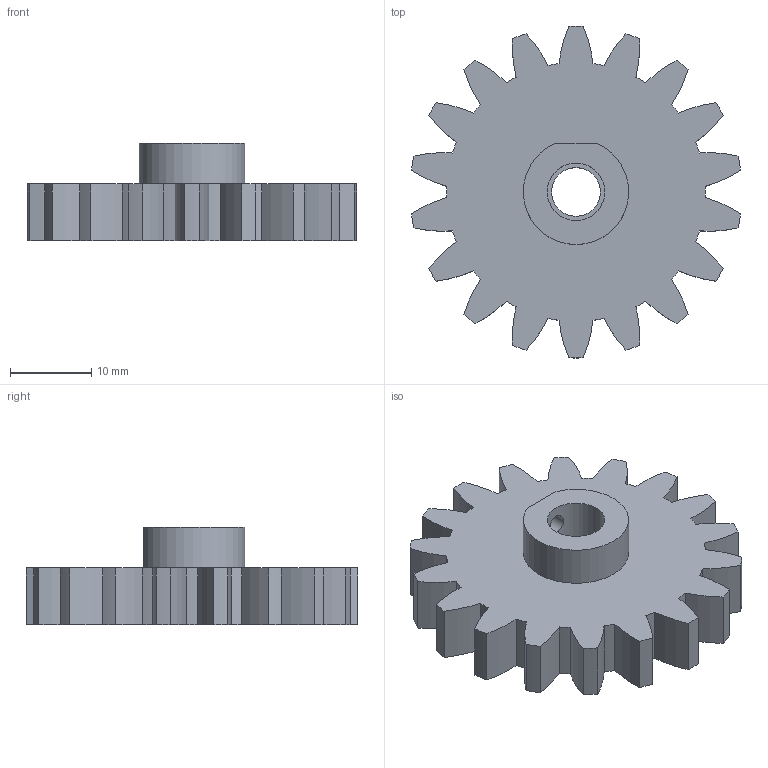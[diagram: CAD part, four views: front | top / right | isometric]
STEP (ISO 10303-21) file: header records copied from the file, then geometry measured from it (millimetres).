
FILE_DESCRIPTION(/* description */ (''),/* implementation_level */ '2;1');
FILE_NAME(/* name */ 'Spur Gear1_ipt_7230ef79.STEP',/* time_stamp */ '2022-06-02T14:50:41+03:00',/* author */ ('Sulieman DAHER'),/* organization */ (''),/* preprocessor_version */ 'ST-DEVELOPER v16.13',/* originating_system */ 'Autodesk Inventor 2018',/* authorisation */ '');
FILE_SCHEMA (('AUTOMOTIVE_DESIGN { 1 0 10303 214 3 1 1 }'));
Length unit declared in the file: millimetre
Products named in the file (1): Spur Gear1
Bounding box: 40.61 x 40.96 x 12 mm (x, y, z)
Volume: 7698.3 mm3; surface area: 4136.8 mm2
Topology: 1 solids, 1 shells, 81 faces, 231 edges, 154 vertices
Faces by surface type: cylinder 76, plane 5
Full cylindrical faces by diameter (mm): 2.459 x1, 6 x1, 7.1 x1
Entity records: 2799 total; most frequent: DIRECTION 542, CARTESIAN_POINT 497, ORIENTED_EDGE 456, AXIS2_PLACEMENT_3D 233, EDGE_CURVE 228, VERTEX_POINT 154, CIRCLE 151, EDGE_LOOP 90
